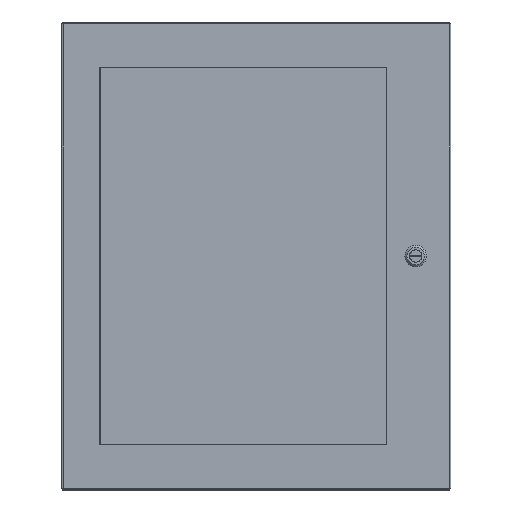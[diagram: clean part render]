
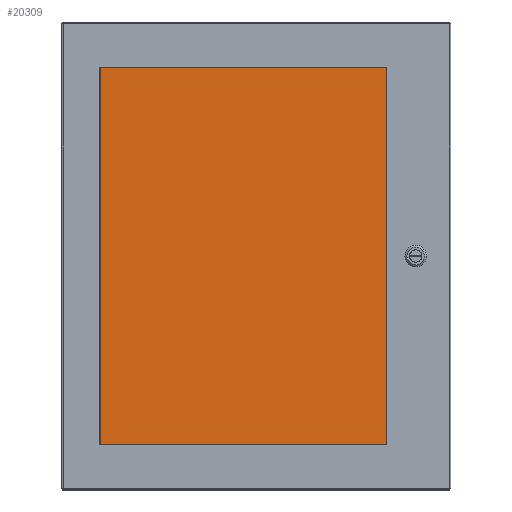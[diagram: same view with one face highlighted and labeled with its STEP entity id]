
A CAD part, front view. The second image highlights one B-rep face of the part: STEP entity #20309.
In plain terms, the highlighted planar face has unit normal (0, -1, 0).
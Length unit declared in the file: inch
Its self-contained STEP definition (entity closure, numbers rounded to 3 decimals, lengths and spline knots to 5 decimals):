
#1271 = LINE ( 'NONE', #35432, #28828 ) ;
#1933 = CARTESIAN_POINT ( 'NONE',  ( -7.986, -10.765, 9.6465 ) ) ;
#4215 = VECTOR ( 'NONE', #8958, 39.37008 ) ;
#4489 = ORIENTED_EDGE ( 'NONE', *, *, #21985, .F. ) ;
#4785 = CARTESIAN_POINT ( 'NONE',  ( -7.986, -10.765, -9.6475 ) ) ;
#6549 = EDGE_CURVE ( 'NONE', #30078, #20289, #11098, .T. ) ;
#7599 = DIRECTION ( 'NONE',  ( 1., 0., 0. ) ) ;
#8958 = DIRECTION ( 'NONE',  ( 0., 0., -1. ) ) ;
#9730 = ORIENTED_EDGE ( 'NONE', *, *, #37164, .F. ) ;
#11098 = LINE ( 'NONE', #4785, #21114 ) ;
#11246 = CARTESIAN_POINT ( 'NONE',  ( -7.986, -10.765, 9.6465 ) ) ;
#12445 = CARTESIAN_POINT ( 'NONE',  ( 6.683, -10.765, -9.6475 ) ) ;
#12728 = DIRECTION ( 'NONE',  ( 0., -1., 0. ) ) ;
#17699 = ORIENTED_EDGE ( 'NONE', *, *, #17935, .F. ) ;
#17935 = EDGE_CURVE ( 'NONE', #20289, #35172, #24039, .T. ) ;
#19999 = VERTEX_POINT ( 'NONE', #30856 ) ;
#20289 = VERTEX_POINT ( 'NONE', #25496 ) ;
#20309 = ADVANCED_FACE ( 'NONE', ( #31623 ), #28356, .T. ) ;
#20672 = ORIENTED_EDGE ( 'NONE', *, *, #6549, .F. ) ;
#21096 = VECTOR ( 'NONE', #23639, 39.37008 ) ;
#21114 = VECTOR ( 'NONE', #39343, 39.37008 ) ;
#21541 = LINE ( 'NONE', #31096, #4215 ) ;
#21985 = EDGE_CURVE ( 'NONE', #35172, #19999, #1271, .T. ) ;
#22074 = DIRECTION ( 'NONE',  ( -1., 0., 0. ) ) ;
#23639 = DIRECTION ( 'NONE',  ( 0., 0., 1. ) ) ;
#24039 = LINE ( 'NONE', #11246, #21096 ) ;
#25496 = CARTESIAN_POINT ( 'NONE',  ( -7.986, -10.765, -9.6475 ) ) ;
#27037 = EDGE_LOOP ( 'NONE', ( #9730, #4489, #17699, #20672 ) ) ;
#28356 = PLANE ( 'NONE',  #31348 ) ;
#28828 = VECTOR ( 'NONE', #7599, 39.37008 ) ;
#30078 = VERTEX_POINT ( 'NONE', #12445 ) ;
#30856 = CARTESIAN_POINT ( 'NONE',  ( 6.683, -10.765, 9.6465 ) ) ;
#31026 = CARTESIAN_POINT ( 'NONE',  ( 7.0675, -10.765, 10.031 ) ) ;
#31096 = CARTESIAN_POINT ( 'NONE',  ( 6.683, -10.765, -9.6475 ) ) ;
#31348 = AXIS2_PLACEMENT_3D ( 'NONE', #31026, #12728, #22074 ) ;
#31623 = FACE_OUTER_BOUND ( 'NONE', #27037, .T. ) ;
#35172 = VERTEX_POINT ( 'NONE', #1933 ) ;
#35432 = CARTESIAN_POINT ( 'NONE',  ( 6.683, -10.765, 9.6465 ) ) ;
#37164 = EDGE_CURVE ( 'NONE', #19999, #30078, #21541, .T. ) ;
#39343 = DIRECTION ( 'NONE',  ( -1., 0., 0. ) ) ;
